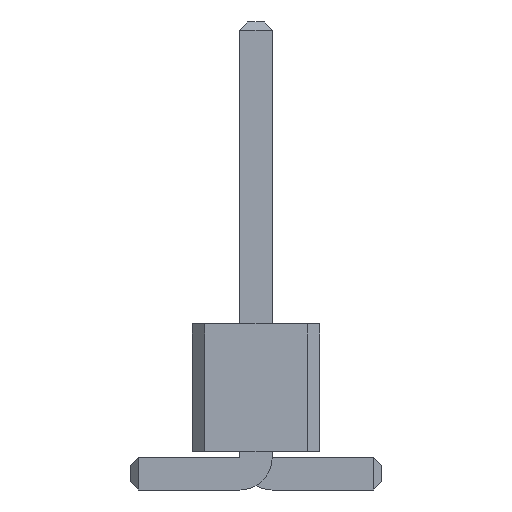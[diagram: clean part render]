
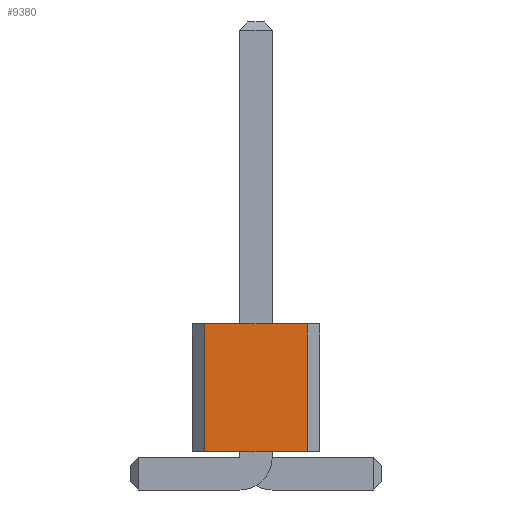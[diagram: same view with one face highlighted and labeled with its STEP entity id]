
A CAD part, front view. The second image highlights one B-rep face of the part: STEP entity #9380.
In plain terms, the highlighted planar face has unit normal (0, -1, 0).
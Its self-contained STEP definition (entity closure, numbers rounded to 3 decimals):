
#958 = VERTEX_POINT('',#959);
#959 = CARTESIAN_POINT('',(1.016,-44.45,0.76));
#965 = EDGE_CURVE('',#966,#958,#968,.T.);
#966 = VERTEX_POINT('',#967);
#967 = CARTESIAN_POINT('',(-1.016,-44.45,0.76));
#968 = LINE('',#969,#970);
#969 = CARTESIAN_POINT('',(-1.016,-44.45,0.76));
#970 = VECTOR('',#971,1.);
#971 = DIRECTION('',(1.,0.,0.));
#3829 = VERTEX_POINT('',#3830);
#3830 = CARTESIAN_POINT('',(1.016,-44.45,3.3));
#3836 = EDGE_CURVE('',#3837,#3829,#3839,.T.);
#3837 = VERTEX_POINT('',#3838);
#3838 = CARTESIAN_POINT('',(-1.016,-44.45,3.3));
#3839 = LINE('',#3840,#3841);
#3840 = CARTESIAN_POINT('',(-1.016,-44.45,3.3));
#3841 = VECTOR('',#3842,1.);
#3842 = DIRECTION('',(1.,0.,0.));
#9352 = EDGE_CURVE('',#966,#3837,#9353,.T.);
#9353 = LINE('',#9354,#9355);
#9354 = CARTESIAN_POINT('',(-1.016,-44.45,0.76));
#9355 = VECTOR('',#9356,1.);
#9356 = DIRECTION('',(0.,0.,1.));
#9380 = ADVANCED_FACE('',(#9381),#9392,.F.);
#9381 = FACE_BOUND('',#9382,.F.);
#9382 = EDGE_LOOP('',(#9383,#9384,#9385,#9391));
#9383 = ORIENTED_EDGE('',*,*,#9352,.T.);
#9384 = ORIENTED_EDGE('',*,*,#3836,.T.);
#9385 = ORIENTED_EDGE('',*,*,#9386,.F.);
#9386 = EDGE_CURVE('',#958,#3829,#9387,.T.);
#9387 = LINE('',#9388,#9389);
#9388 = CARTESIAN_POINT('',(1.016,-44.45,0.76));
#9389 = VECTOR('',#9390,1.);
#9390 = DIRECTION('',(0.,0.,1.));
#9391 = ORIENTED_EDGE('',*,*,#965,.F.);
#9392 = PLANE('',#9393);
#9393 = AXIS2_PLACEMENT_3D('',#9394,#9395,#9396);
#9394 = CARTESIAN_POINT('',(-1.016,-44.45,0.76));
#9395 = DIRECTION('',(0.,1.,0.));
#9396 = DIRECTION('',(1.,0.,0.));
